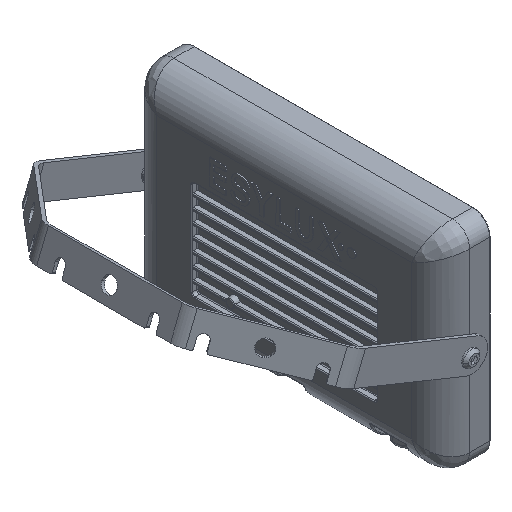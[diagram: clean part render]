
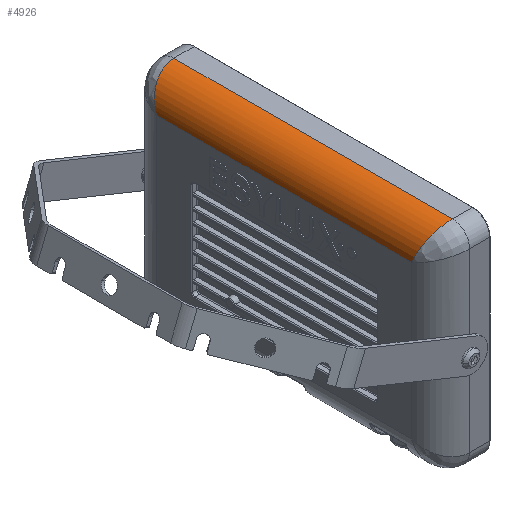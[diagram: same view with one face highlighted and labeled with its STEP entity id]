
A CAD part, isometric view. The second image highlights one B-rep face of the part: STEP entity #4926.
In plain terms, the highlighted cylindrical face has radius 18.5 mm (diameter 37 mm), a partial arc.
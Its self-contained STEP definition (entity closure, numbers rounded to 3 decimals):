
#3034=CARTESIAN_POINT('Vertex',(-31.8,-81.25,48.75)) ;
#3037=CARTESIAN_POINT('Line Origine',(-31.8,0.,48.75)) ;
#3041=CARTESIAN_POINT('Vertex',(-31.8,81.25,48.75)) ;
#4878=CARTESIAN_POINT('Axis2P3D Location',(-13.3,0.,48.75)) ;
#4883=CARTESIAN_POINT('Line Origine',(-13.3,0.,67.25)) ;
#4887=CARTESIAN_POINT('Vertex',(-13.3,88.75,67.25)) ;
#4889=CARTESIAN_POINT('Vertex',(-13.3,-88.75,67.25)) ;
#4893=CARTESIAN_POINT('Control Point',(-13.3,88.75,67.25)) ;
#4894=CARTESIAN_POINT('Control Point',(-15.673,88.75,67.25)) ;
#4895=CARTESIAN_POINT('Control Point',(-18.045,88.596,66.87)) ;
#4896=CARTESIAN_POINT('Control Point',(-20.321,88.287,66.108)) ;
#4897=CARTESIAN_POINT('Control Point',(-23.903,87.528,64.235)) ;
#4898=CARTESIAN_POINT('Control Point',(-26.797,86.443,61.559)) ;
#4899=CARTESIAN_POINT('Control Point',(-27.863,85.944,60.328)) ;
#4900=CARTESIAN_POINT('Control Point',(-29.856,84.777,57.45)) ;
#4901=CARTESIAN_POINT('Control Point',(-31.116,83.471,54.228)) ;
#4902=CARTESIAN_POINT('Control Point',(-31.572,82.739,52.423)) ;
#4903=CARTESIAN_POINT('Control Point',(-31.8,81.995,50.587)) ;
#4904=CARTESIAN_POINT('Control Point',(-31.8,81.25,48.75)) ;
#4907=CARTESIAN_POINT('Control Point',(-31.8,-81.25,48.75)) ;
#4908=CARTESIAN_POINT('Control Point',(-31.8,-81.982,50.556)) ;
#4909=CARTESIAN_POINT('Control Point',(-31.58,-82.714,52.362)) ;
#4910=CARTESIAN_POINT('Control Point',(-31.139,-83.434,54.137)) ;
#4911=CARTESIAN_POINT('Control Point',(-29.91,-84.732,57.338)) ;
#4912=CARTESIAN_POINT('Control Point',(-27.959,-85.895,60.207)) ;
#4913=CARTESIAN_POINT('Control Point',(-26.903,-86.397,61.447)) ;
#4914=CARTESIAN_POINT('Control Point',(-24.009,-87.5,64.167)) ;
#4915=CARTESIAN_POINT('Control Point',(-20.411,-88.275,66.078)) ;
#4916=CARTESIAN_POINT('Control Point',(-18.108,-88.592,66.86)) ;
#4917=CARTESIAN_POINT('Control Point',(-15.704,-88.75,67.25)) ;
#4918=CARTESIAN_POINT('Control Point',(-13.3,-88.75,67.25)) ;
#3038=DIRECTION('Vector Direction',(0.,1.,0.)) ;
#4879=DIRECTION('Axis2P3D Direction',(0.,1.,0.)) ;
#4880=DIRECTION('Axis2P3D XDirection',(-1.,0.,0.)) ;
#4884=DIRECTION('Vector Direction',(0.,1.,0.)) ;
#4881=AXIS2_PLACEMENT_3D('Cylinder Axis2P3D',#4878,#4879,#4880) ;
#4921=ORIENTED_EDGE('',*,*,#4891,.F.) ;
#4922=ORIENTED_EDGE('',*,*,#4905,.F.) ;
#4923=ORIENTED_EDGE('',*,*,#3043,.T.) ;
#4924=ORIENTED_EDGE('',*,*,#4919,.F.) ;
#3039=VECTOR('Line Direction',#3038,1.) ;
#4885=VECTOR('Line Direction',#4884,1.) ;
#4926=ADVANCED_FACE('Body.2',(#4925),#4882,.T.) ;
#4892=B_SPLINE_CURVE_WITH_KNOTS('',5,(#4893,#4894,#4895,#4896,#4897,#4898,#4899,#4900,#4901,#4902,#4903,#4904),.UNSPECIFIED.,.F.,.U.,(6,3,3,6),(8.241,25.02,36.965,50.979),.UNSPECIFIED.) ;
#4906=B_SPLINE_CURVE_WITH_KNOTS('',5,(#4907,#4908,#4909,#4910,#4911,#4912,#4913,#4914,#4915,#4916,#4917,#4918),.UNSPECIFIED.,.F.,.U.,(6,3,3,6),(0.,13.78,25.739,42.737),.UNSPECIFIED.) ;
#4882=CYLINDRICAL_SURFACE('generated cylinder',#4881,18.5) ;
#3043=EDGE_CURVE('',#3042,#3035,#3040,.F.) ;
#4891=EDGE_CURVE('',#4888,#4890,#4886,.F.) ;
#4905=EDGE_CURVE('',#3042,#4888,#4892,.F.) ;
#4919=EDGE_CURVE('',#4890,#3035,#4906,.F.) ;
#4920=EDGE_LOOP('',(#4921,#4922,#4923,#4924)) ;
#4925=FACE_OUTER_BOUND('',#4920,.T.) ;
#3040=LINE('Line',#3037,#3039) ;
#4886=LINE('Line',#4883,#4885) ;
#3035=VERTEX_POINT('',#3034) ;
#3042=VERTEX_POINT('',#3041) ;
#4888=VERTEX_POINT('',#4887) ;
#4890=VERTEX_POINT('',#4889) ;
